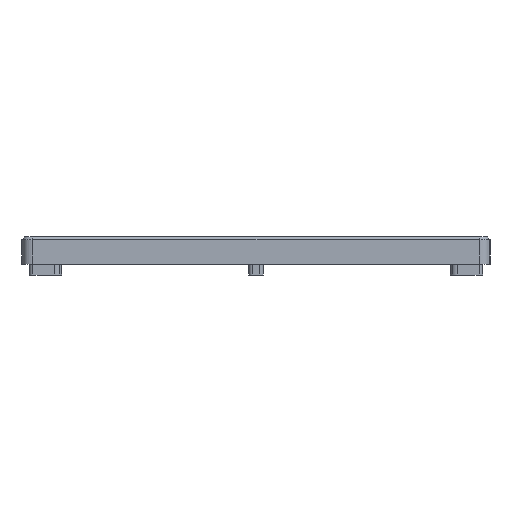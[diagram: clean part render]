
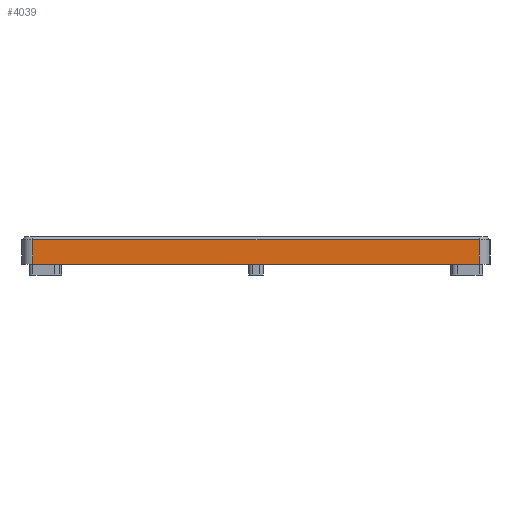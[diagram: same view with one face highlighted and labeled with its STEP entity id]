
A CAD part, left-side view. The second image highlights one B-rep face of the part: STEP entity #4039.
In plain terms, the highlighted planar face has unit normal (-1, 0, 0).
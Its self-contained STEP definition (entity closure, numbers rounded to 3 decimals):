
#573=FACE_OUTER_BOUND('',#834,.T.);
#834=EDGE_LOOP('',(#3686,#3687,#3688,#3689));
#846=LINE('',#5730,#1233);
#852=LINE('',#5751,#1239);
#1072=LINE('',#6360,#1459);
#1180=LINE('',#6706,#1567);
#1233=VECTOR('',#4503,10.);
#1239=VECTOR('',#4527,10.);
#1459=VECTOR('',#5143,10.);
#1567=VECTOR('',#5489,10.);
#1617=VERTEX_POINT('',#5720);
#1619=VERTEX_POINT('',#5726);
#1626=VERTEX_POINT('',#5749);
#1816=VERTEX_POINT('',#6357);
#1980=EDGE_CURVE('',#1617,#1619,#846,.T.);
#1991=EDGE_CURVE('',#1626,#1617,#852,.T.);
#2297=EDGE_CURVE('',#1816,#1626,#1072,.T.);
#2474=EDGE_CURVE('',#1619,#1816,#1180,.T.);
#3686=ORIENTED_EDGE('',*,*,#1980,.F.);
#3687=ORIENTED_EDGE('',*,*,#1991,.F.);
#3688=ORIENTED_EDGE('',*,*,#2297,.F.);
#3689=ORIENTED_EDGE('',*,*,#2474,.F.);
#3809=PLANE('',#4471);
#4039=ADVANCED_FACE('',(#573),#3809,.T.);
#4471=AXIS2_PLACEMENT_3D('',#6858,#5695,#5696);
#4503=DIRECTION('',(0.,-1.,0.));
#4527=DIRECTION('',(0.,0.,1.));
#5143=DIRECTION('',(0.,1.,0.));
#5489=DIRECTION('',(0.,0.,-1.));
#5695=DIRECTION('center_axis',(-1.,0.,0.));
#5696=DIRECTION('ref_axis',(0.,-1.,0.));
#5720=CARTESIAN_POINT('',(-14.85,13.85,13.35));
#5726=CARTESIAN_POINT('',(-14.85,-109.1,13.35));
#5730=CARTESIAN_POINT('',(-14.85,-15.388,13.35));
#5749=CARTESIAN_POINT('',(-14.85,13.85,6.6));
#5751=CARTESIAN_POINT('',(-14.85,13.85,6.6));
#6357=CARTESIAN_POINT('',(-14.85,-109.1,6.6));
#6360=CARTESIAN_POINT('',(-14.85,-112.1,6.6));
#6706=CARTESIAN_POINT('',(-14.85,-109.1,6.6));
#6858=CARTESIAN_POINT('Origin',(-14.85,16.85,6.6));
